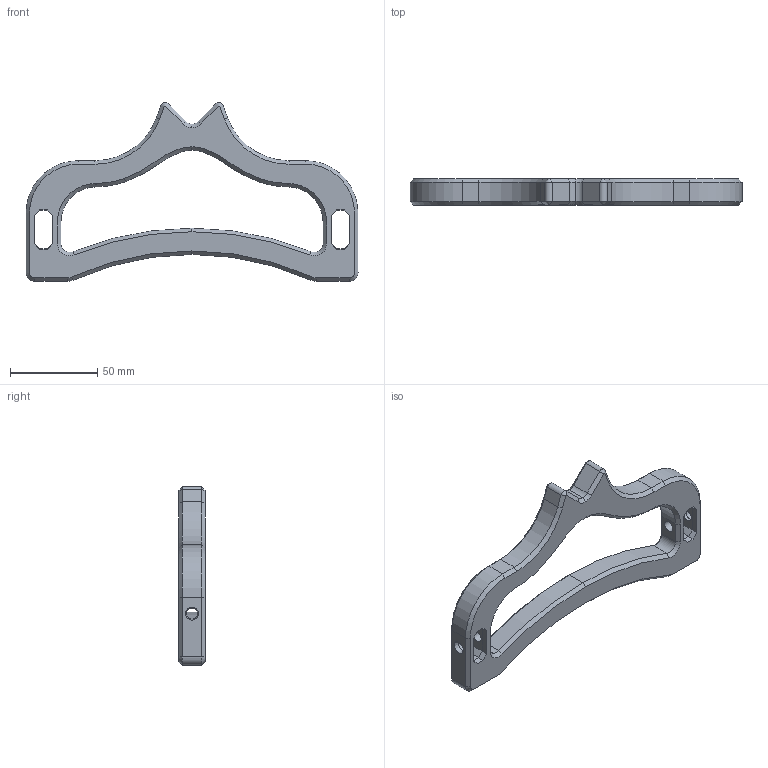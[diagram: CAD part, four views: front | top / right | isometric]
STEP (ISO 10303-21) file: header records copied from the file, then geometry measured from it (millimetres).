
FILE_DESCRIPTION(/* description */ (''),/* implementation_level */ '2;1');
FILE_NAME(/* name */ 'Esk8_Boardstand - Upright v2.step',/* time_stamp */ '2022-01-23T20:00:44-06:00',/* author */ (''),/* organization */ (''),/* preprocessor_version */ 'ST-DEVELOPER v18.1',/* originating_system */ 'Autodesk Translation Framework v10.13.0.1454',/* authorisation */ '');
FILE_SCHEMA (('AUTOMOTIVE_DESIGN { 1 0 10303 214 3 1 1 }'));
Length unit declared in the file: millimetre
Products named in the file (1): Upright
Bounding box: 190.01 x 15 x 102.32 mm (x, y, z)
Volume: 105000.7 mm3; surface area: 27781.9 mm2
Topology: 1 solids, 1 shells, 170 faces, 396 edges, 228 vertices
Faces by surface type: plane 92, cone 44, cylinder 26, bspline 8
Full cylindrical faces by diameter (mm): 6.35 x4
Entity records: 5291 total; most frequent: CARTESIAN_POINT 1405, DIRECTION 794, ORIENTED_EDGE 792, EDGE_CURVE 396, LINE 280, VECTOR 280, AXIS2_PLACEMENT_3D 257, VERTEX_POINT 228
